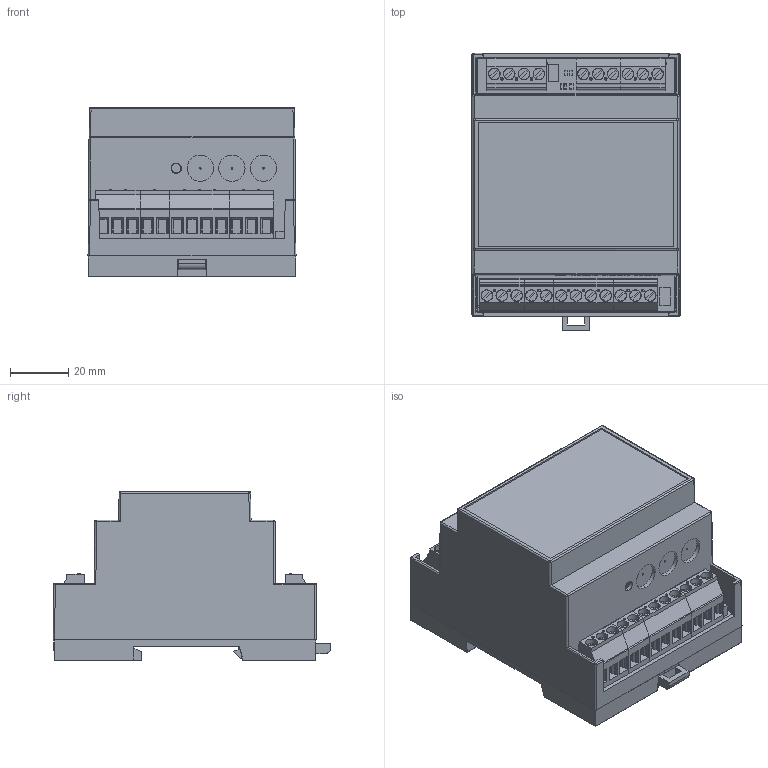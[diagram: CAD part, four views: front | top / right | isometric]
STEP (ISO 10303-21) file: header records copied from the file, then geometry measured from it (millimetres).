
FILE_DESCRIPTION (( 'STEP AP203' ), '1' );
FILE_NAME ('DDS453B Sca.STEP', '2017-04-26T11:52:28', ( '' ), ( '' ), 'SwSTEP 2.0', 'SolidWorks 2017', '' );
FILE_SCHEMA (( 'CONFIG_CONTROL_DESIGN' ));
Length unit declared in the file: millimetre
Products named in the file (115): R29 DDS453B; CN1 DDS453B; C14 DDS453B; R5 DDS453B; SW2 DDS453B; J1 DDS453B; SW4 DDS453-CNT; D5 DDS453B; R13 DDS453B; R37 DDS453B; F1 DDS453B; J2 DDS453B; CN2 DDS453B; R20 DDS453B; C1 DDS453B; U5 DDS453B; C18 DDS453B; R17 DDS453B; U2 DDS453B; SW1 DDS453B; RR2 DDS453B; L1 DDS453B; R12 DDS453B; D6 DDS453B; R39 DDS453B; SW6 DDS453-CNT; C11 DDS453B; C13 DDS453B; R1 DDS453B; R9 DDS453B; R22 DDS453B; D1 DDS453B; C20 DDS453B; RR3 DDS453B; R32 DDS453B; R21 DDS453B; R35 DDS453B; RR6 DDS453B; Plating DDS453B; R8 DDS453B ...
Assembly tree (114 placements, depth 3):
  DDS453B Sca
    BOARD DDS453B
    Plating DDS453B
    C9 DDS453B
    R32 DDS453B
    CN5 DDS453B
    C8 DDS453B
    SW1 DDS453B
    RR2 DDS453B
    C7 DDS453B
    C14 DDS453B
    R19 DDS453B
    U5 DDS453B
    RR4 DDS453B
    R37 DDS453B
    RR7 DDS453B
    R1 DDS453B
    U1 DDS453B
    R14 DDS453B
    C17 DDS453B
    SW2 DDS453B
    C2 DDS453B
    R15 DDS453B
    C3 DDS453B
    R12 DDS453B
    R36 DDS453B
    R41 DDS453B
    R13 DDS453B
    R28 DDS453B
    C19 DDS453B
    C4 DDS453B
    R30 DDS453B
    C16 DDS453B
    CN4 DDS453B
    X1 DDS453B
    C20 DDS453B
    C21 DDS453B
    R26 DDS453B
    R31 DDS453B
    C23 DDS453B
    TF1 DDS453B
    D7 DDS453B
    LD1 DDS453B
    U3 DDS453B
    C6 DDS453B
    R20 DDS453B
    RR3 DDS453B
    CN2 DDS453B
    R18 DDS453B
    R27 DDS453B
    C12 DDS453B
    R25 DDS453B
    D2 DDS453B
    R40 DDS453B
    D5 DDS453B
    R22 DDS453B
    CN6 DDS453B
    C5 DDS453B
    RR6 DDS453B
    L2 DDS453B
Bounding box: 71.2 x 95.09 x 57.8 mm (x, y, z)
Volume: 92878.4 mm3; surface area: 97762.6 mm2
Topology: 267 solids, 267 shells, 5058 faces, 12414 edges, 8164 vertices
Faces by surface type: plane 3567, cylinder 1403, bspline 64, cone 24
Entity records: 163739 total; most frequent: CARTESIAN_POINT 30239, ORIENTED_EDGE 24792, DIRECTION 24445, EDGE_CURVE 12396, VECTOR 9029, LINE 9029, VERTEX_POINT 8164, AXIS2_PLACEMENT_3D 7708
